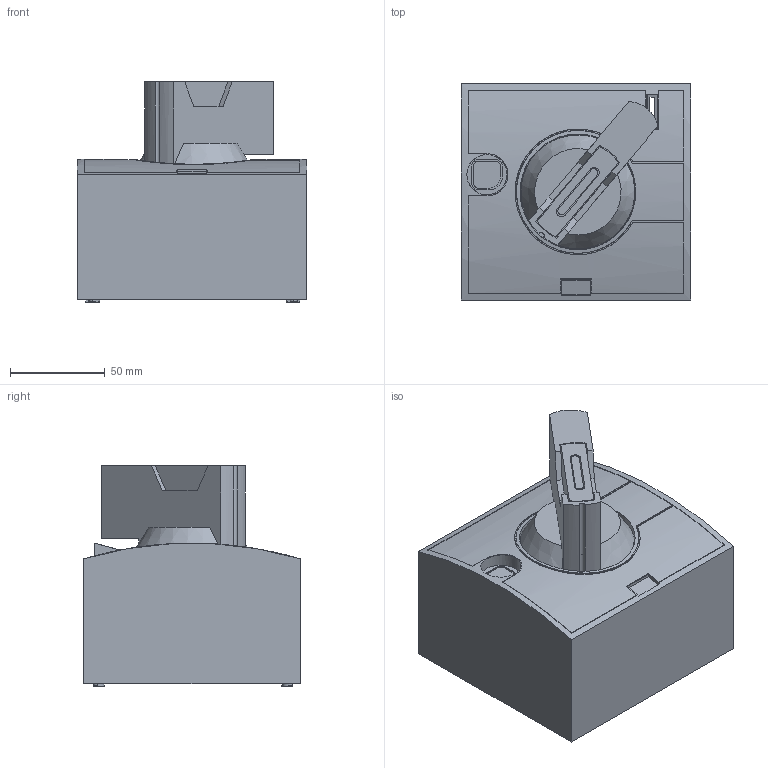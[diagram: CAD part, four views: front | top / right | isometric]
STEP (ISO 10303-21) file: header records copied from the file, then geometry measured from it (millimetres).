
FILE_DESCRIPTION((''),'2;1');
FILE_NAME('1655055809720_ASM','2022-06-12T23:13:52',('SESA621925'),('Schneider-Electric'),'CREO PARAMETRIC BY PTC INC, 2019471','CREO PARAMETRIC BY PTC INC, 2019471','');
FILE_SCHEMA(('AP242_MANAGED_MODEL_BASED_3D_ENGINEERING_MIM_LF { 1 0 10303 442 1 1 4 }'));
Length unit declared in the file: millimetre
Products named in the file (6): EMPTYNODE_1655055809854_ASM; DIRECT-ROTARY-HANDLE-400; DIRECT-ROTARY-HANDLE-400-3D_ASM; ROTARY-KNOB3; ROTARY-KNOB3-3D_ASM; 1655055809720_ASM
Assembly tree (5 placements, depth 3):
  1655055809720_ASM
    EMPTYNODE_1655055809854_ASM
    DIRECT-ROTARY-HANDLE-400-3D_ASM
      DIRECT-ROTARY-HANDLE-400
    ROTARY-KNOB3-3D_ASM
      ROTARY-KNOB3
Bounding box: 120.79 x 113.99 x 116.2 mm (x, y, z)
Volume: 483261 mm3; surface area: 172478.7 mm2
Topology: 2 solids, 2 shells, 699 faces, 1857 edges, 1229 vertices
Faces by surface type: plane 552, cylinder 133, cone 6, extrusion 6, bspline 2
Entity records: 29299 total; most frequent: CARTESIAN_POINT 4254, ORIENTED_EDGE 3708, DIRECTION 3557, PRESENTATION_STYLE_ASSIGNMENT 1950, STYLED_ITEM 1863, CURVE_STYLE 1861, EDGE_CURVE 1854, VECTOR 1523
